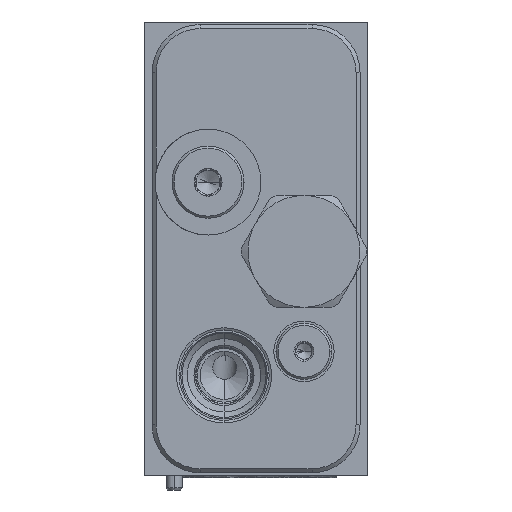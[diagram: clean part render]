
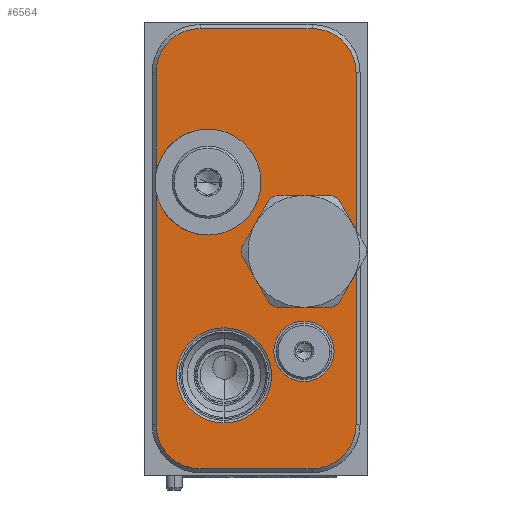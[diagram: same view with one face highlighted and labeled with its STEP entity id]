
A CAD part, left-side view. The second image highlights one B-rep face of the part: STEP entity #6564.
In plain terms, the highlighted planar face has unit normal (-1, 0, 0).
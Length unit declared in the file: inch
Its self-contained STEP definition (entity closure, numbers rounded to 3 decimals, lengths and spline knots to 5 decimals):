
#147=CARTESIAN_POINT('',(0.,-1.313,3.148));
#148=DIRECTION('',(1.,0.,0.));
#149=DIRECTION('',(0.,0.,1.));
#150=AXIS2_PLACEMENT_3D('',#147,#148,#149);
#161=CARTESIAN_POINT('',(0.,-1.25,1.75));
#162=DIRECTION('',(1.,0.,0.));
#163=DIRECTION('',(0.,0.,-1.));
#164=AXIS2_PLACEMENT_3D('',#161,#162,#163);
#166=CARTESIAN_POINT('',(0.,-1.25,1.75));
#167=DIRECTION('',(1.,0.,0.));
#168=DIRECTION('',(0.,0.,1.));
#169=AXIS2_PLACEMENT_3D('',#166,#167,#168);
#171=CARTESIAN_POINT('',(0.,-0.625,0.781));
#172=DIRECTION('',(1.,0.,0.));
#173=DIRECTION('',(0.,0.,-1.));
#174=AXIS2_PLACEMENT_3D('',#171,#172,#173);
#176=CARTESIAN_POINT('',(0.,-0.625,0.781));
#177=DIRECTION('',(1.,0.,0.));
#178=DIRECTION('',(0.,0.,1.));
#179=AXIS2_PLACEMENT_3D('',#176,#177,#178);
#181=CARTESIAN_POINT('',(0.,-0.5,2.291));
#182=DIRECTION('',(1.,0.,0.));
#183=DIRECTION('',(0.,0.,-1.));
#184=AXIS2_PLACEMENT_3D('',#181,#182,#183);
#186=CARTESIAN_POINT('',(0.,-0.5,2.291));
#187=DIRECTION('',(1.,0.,0.));
#188=DIRECTION('',(0.,0.,1.));
#189=AXIS2_PLACEMENT_3D('',#186,#187,#188);
#191=CARTESIAN_POINT('',(0.,-0.5,2.291));
#192=DIRECTION('',(1.,0.,0.));
#193=DIRECTION('',(0.,0.982,0.19));
#194=AXIS2_PLACEMENT_3D('',#191,#192,#193);
#196=CARTESIAN_POINT('',(0.,-1.25,0.969));
#197=DIRECTION('',(1.,0.,0.));
#198=DIRECTION('',(0.,0.,-1.));
#199=AXIS2_PLACEMENT_3D('',#196,#197,#198);
#201=CARTESIAN_POINT('',(0.,-1.25,0.969));
#202=DIRECTION('',(1.,0.,0.));
#203=DIRECTION('',(0.,0.,1.));
#204=AXIS2_PLACEMENT_3D('',#201,#202,#203);
#2705=DIRECTION('',(0.,0.,1.));
#2706=VECTOR('',#2705,1.8176);
#2707=CARTESIAN_POINT('',(0.,-0.094,0.395));
#2708=LINE('',#2707,#2706);
#2717=DIRECTION('',(0.,0.,1.));
#2718=VECTOR('',#2717,0.7786);
#2719=CARTESIAN_POINT('',(0.,-0.094,2.3694));
#2720=LINE('',#2719,#2718);
#2721=CARTESIAN_POINT('',(0.,-0.438,0.395));
#2722=DIRECTION('',(1.,0.,0.));
#2723=DIRECTION('',(0.,0.,-1.));
#2724=AXIS2_PLACEMENT_3D('',#2721,#2722,#2723);
#2735=DIRECTION('',(0.,1.,0.));
#2736=VECTOR('',#2735,0.875);
#2737=CARTESIAN_POINT('',(0.,-1.313,0.051));
#2738=LINE('',#2737,#2736);
#2743=CARTESIAN_POINT('',(0.,-1.313,0.395));
#2744=DIRECTION('',(1.,0.,0.));
#2745=DIRECTION('',(0.,-1.,0.));
#2746=AXIS2_PLACEMENT_3D('',#2743,#2744,#2745);
#2761=DIRECTION('',(0.,0.,-1.));
#2762=VECTOR('',#2761,2.753);
#2763=CARTESIAN_POINT('',(0.,-1.657,3.148));
#2764=LINE('',#2763,#2762);
#2797=CARTESIAN_POINT('',(0.,-0.438,3.148));
#2798=DIRECTION('',(1.,0.,0.));
#2799=DIRECTION('',(0.,1.,0.));
#2800=AXIS2_PLACEMENT_3D('',#2797,#2798,#2799);
#2811=DIRECTION('',(0.,-1.,0.));
#2812=VECTOR('',#2811,0.875);
#2813=CARTESIAN_POINT('',(0.,-0.438,3.492));
#2814=LINE('',#2813,#2812);
#5987=CARTESIAN_POINT('',(0.,-1.25,2.12183));
#5988=VERTEX_POINT('',#5987);
#5989=CARTESIAN_POINT('',(0.,-1.25,1.37817));
#5990=VERTEX_POINT('',#5989);
#6053=CARTESIAN_POINT('',(0.,-0.625,1.15283));
#6054=VERTEX_POINT('',#6053);
#6055=CARTESIAN_POINT('',(0.,-0.625,0.40917));
#6056=VERTEX_POINT('',#6055);
#6121=CARTESIAN_POINT('',(0.,-1.313,0.051));
#6122=CARTESIAN_POINT('',(0.,-0.438,0.051));
#6123=VERTEX_POINT('',#6121);
#6124=VERTEX_POINT('',#6122);
#6129=CARTESIAN_POINT('',(0.,-0.094,0.395));
#6130=VERTEX_POINT('',#6129);
#6135=CARTESIAN_POINT('',(0.,-0.094,3.148));
#6136=CARTESIAN_POINT('',(0.,-0.438,3.492));
#6137=VERTEX_POINT('',#6135);
#6138=VERTEX_POINT('',#6136);
#6141=CARTESIAN_POINT('',(0.,-1.313,3.492));
#6142=VERTEX_POINT('',#6141);
#6145=CARTESIAN_POINT('',(0.,-1.657,3.148));
#6146=VERTEX_POINT('',#6145);
#6149=CARTESIAN_POINT('',(0.,-1.657,0.395));
#6150=VERTEX_POINT('',#6149);
#6153=CARTESIAN_POINT('',(0.,-0.5,1.8775));
#6155=VERTEX_POINT('',#6153);
#6157=CARTESIAN_POINT('',(0.,-0.5,2.7045));
#6159=VERTEX_POINT('',#6157);
#6183=CARTESIAN_POINT('',(0.,-0.094,2.2126));
#6184=VERTEX_POINT('',#6183);
#6185=CARTESIAN_POINT('',(0.,-0.094,2.3694));
#6186=VERTEX_POINT('',#6185);
#6217=CARTESIAN_POINT('',(0.,-1.25,0.733));
#6218=CARTESIAN_POINT('',(0.,-1.25,1.205));
#6219=VERTEX_POINT('',#6217);
#6220=VERTEX_POINT('',#6218);
#6516=CARTESIAN_POINT('',(0.,0.,0.));
#6517=DIRECTION('',(-1.,0.,0.));
#6518=DIRECTION('',(0.,-1.,0.));
#6519=AXIS2_PLACEMENT_3D('',#6516,#6517,#6518);
#6520=PLANE('',#6519);
#6522=ORIENTED_EDGE('',*,*,#6521,.F.);
#6524=ORIENTED_EDGE('',*,*,#6523,.F.);
#6526=ORIENTED_EDGE('',*,*,#6525,.F.);
#6528=ORIENTED_EDGE('',*,*,#6527,.T.);
#6530=ORIENTED_EDGE('',*,*,#6529,.T.);
#6532=ORIENTED_EDGE('',*,*,#6531,.T.);
#6533=ORIENTED_EDGE('',*,*,#6506,.T.);
#6535=ORIENTED_EDGE('',*,*,#6534,.T.);
#6537=ORIENTED_EDGE('',*,*,#6536,.T.);
#6539=ORIENTED_EDGE('',*,*,#6538,.T.);
#6541=ORIENTED_EDGE('',*,*,#6540,.T.);
#6543=ORIENTED_EDGE('',*,*,#6542,.T.);
#6544=EDGE_LOOP('',(#6522,#6524,#6526,#6528,#6530,#6532,#6533,#6535,#6537,#6539,
#6541,#6543));
#6545=FACE_OUTER_BOUND('',#6544,.F.);
#6547=ORIENTED_EDGE('',*,*,#6546,.F.);
#6549=ORIENTED_EDGE('',*,*,#6548,.F.);
#6550=EDGE_LOOP('',(#6547,#6549));
#6551=FACE_BOUND('',#6550,.F.);
#6553=ORIENTED_EDGE('',*,*,#6552,.F.);
#6555=ORIENTED_EDGE('',*,*,#6554,.F.);
#6556=EDGE_LOOP('',(#6553,#6555));
#6557=FACE_BOUND('',#6556,.F.);
#6559=ORIENTED_EDGE('',*,*,#6558,.F.);
#6561=ORIENTED_EDGE('',*,*,#6560,.F.);
#6562=EDGE_LOOP('',(#6559,#6561));
#6563=FACE_BOUND('',#6562,.F.);
#6564=ADVANCED_FACE('',(#6545,#6551,#6557,#6563),#6520,.T.);
#151=CIRCLE('',#150,0.344);
#165=CIRCLE('',#164,0.37183);
#170=CIRCLE('',#169,0.37183);
#175=CIRCLE('',#174,0.37183);
#180=CIRCLE('',#179,0.37183);
#185=CIRCLE('',#184,0.4135);
#190=CIRCLE('',#189,0.4135);
#195=CIRCLE('',#194,0.4135);
#200=CIRCLE('',#199,0.236);
#205=CIRCLE('',#204,0.236);
#2725=CIRCLE('',#2724,0.344);
#2747=CIRCLE('',#2746,0.344);
#2801=CIRCLE('',#2800,0.344);
#6506=EDGE_CURVE('',#6142,#6146,#151,.T.);
#6521=EDGE_CURVE('',#6155,#6184,#185,.T.);
#6523=EDGE_CURVE('',#6159,#6155,#190,.T.);
#6525=EDGE_CURVE('',#6186,#6159,#195,.T.);
#6527=EDGE_CURVE('',#6186,#6137,#2720,.T.);
#6529=EDGE_CURVE('',#6137,#6138,#2801,.T.);
#6531=EDGE_CURVE('',#6138,#6142,#2814,.T.);
#6534=EDGE_CURVE('',#6146,#6150,#2764,.T.);
#6536=EDGE_CURVE('',#6150,#6123,#2747,.T.);
#6538=EDGE_CURVE('',#6123,#6124,#2738,.T.);
#6540=EDGE_CURVE('',#6124,#6130,#2725,.T.);
#6542=EDGE_CURVE('',#6130,#6184,#2708,.T.);
#6546=EDGE_CURVE('',#6056,#6054,#175,.T.);
#6548=EDGE_CURVE('',#6054,#6056,#180,.T.);
#6552=EDGE_CURVE('',#5990,#5988,#165,.T.);
#6554=EDGE_CURVE('',#5988,#5990,#170,.T.);
#6558=EDGE_CURVE('',#6219,#6220,#200,.T.);
#6560=EDGE_CURVE('',#6220,#6219,#205,.T.);
